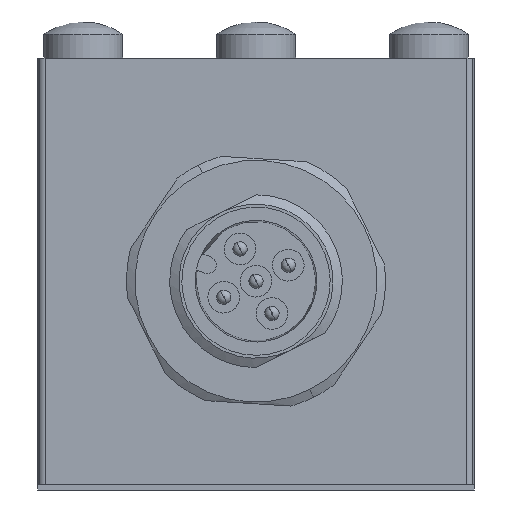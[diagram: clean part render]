
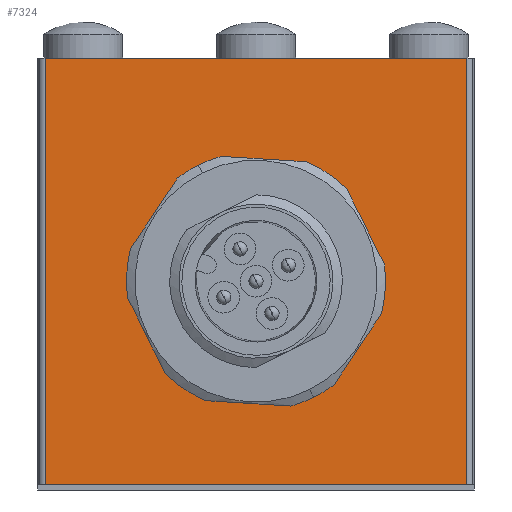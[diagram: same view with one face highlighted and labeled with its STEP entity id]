
A CAD part, front view. The second image highlights one B-rep face of the part: STEP entity #7324.
In plain terms, the highlighted planar face has unit normal (0, -1, 0).
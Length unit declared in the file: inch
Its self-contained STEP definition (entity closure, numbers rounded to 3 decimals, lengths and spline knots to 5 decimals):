
#369 = ORIENTED_EDGE ( 'NONE', *, *, #8562, .T. ) ;
#441 = VECTOR ( 'NONE', #10896, 39.37008 ) ;
#563 = DIRECTION ( 'NONE',  ( 0., 1., 0. ) ) ;
#701 = DIRECTION ( 'NONE',  ( 0., 0., -1. ) ) ;
#935 = VECTOR ( 'NONE', #9603, 39.37008 ) ;
#1646 = CIRCLE ( 'NONE', #8238, 0.31496 ) ;
#1748 = LINE ( 'NONE', #8694, #935 ) ;
#2173 = EDGE_LOOP ( 'NONE', ( #10229, #4087 ) ) ;
#2646 = LINE ( 'NONE', #10960, #441 ) ;
#2882 = EDGE_CURVE ( 'NONE', #5989, #5904, #1748, .T. ) ;
#2995 = PLANE ( 'NONE',  #8940 ) ;
#3054 = VECTOR ( 'NONE', #5387, 39.37008 ) ;
#3268 = VERTEX_POINT ( 'NONE', #11045 ) ;
#3507 = ORIENTED_EDGE ( 'NONE', *, *, #4305, .T. ) ;
#3724 = VERTEX_POINT ( 'NONE', #6467 ) ;
#3854 = VERTEX_POINT ( 'NONE', #6583 ) ;
#4087 = ORIENTED_EDGE ( 'NONE', *, *, #9312, .T. ) ;
#4120 = DIRECTION ( 'NONE',  ( 0., 1., 0. ) ) ;
#4299 = ORIENTED_EDGE ( 'NONE', *, *, #5788, .T. ) ;
#4305 = EDGE_CURVE ( 'NONE', #5989, #9076, #6632, .T. ) ;
#4719 = FACE_BOUND ( 'NONE', #2173, .T. ) ;
#5129 = ORIENTED_EDGE ( 'NONE', *, *, #8339, .T. ) ;
#5387 = DIRECTION ( 'NONE',  ( -1., 0., 0. ) ) ;
#5544 = DIRECTION ( 'NONE',  ( 0., -1., 0. ) ) ;
#5579 = VERTEX_POINT ( 'NONE', #10684 ) ;
#5737 = VECTOR ( 'NONE', #701, 39.37008 ) ;
#5788 = EDGE_CURVE ( 'NONE', #3854, #3724, #9002, .T. ) ;
#5904 = VERTEX_POINT ( 'NONE', #6664 ) ;
#5989 = VERTEX_POINT ( 'NONE', #10550 ) ;
#6203 = CARTESIAN_POINT ( 'NONE',  ( -0.47244, -2.14567, 1.1811 ) ) ;
#6365 = EDGE_CURVE ( 'NONE', #3854, #9076, #8178, .T. ) ;
#6437 = VECTOR ( 'NONE', #7282, 39.37008 ) ;
#6467 = CARTESIAN_POINT ( 'NONE',  ( 0.47244, -2.14567, 1.1811 ) ) ;
#6583 = CARTESIAN_POINT ( 'NONE',  ( 0.57677, -2.14567, 1.1811 ) ) ;
#6584 = DIRECTION ( 'NONE',  ( 0., 0., -1. ) ) ;
#6632 = LINE ( 'NONE', #8225, #8115 ) ;
#6664 = CARTESIAN_POINT ( 'NONE',  ( -0.57677, -2.14567, 1.1811 ) ) ;
#6744 = CARTESIAN_POINT ( 'NONE',  ( 0., -2.14567, 0.57087 ) ) ;
#7074 = AXIS2_PLACEMENT_3D ( 'NONE', #9340, #4120, #10207 ) ;
#7268 = CARTESIAN_POINT ( 'NONE',  ( 0.57677, -2.14567, 0.01575 ) ) ;
#7282 = DIRECTION ( 'NONE',  ( -1., 0., 0. ) ) ;
#7324 = ADVANCED_FACE ( 'NONE', ( #4719, #9087 ), #2995, .T. ) ;
#7533 = ORIENTED_EDGE ( 'NONE', *, *, #6365, .F. ) ;
#8115 = VECTOR ( 'NONE', #8187, 39.37008 ) ;
#8178 = LINE ( 'NONE', #10278, #5737 ) ;
#8187 = DIRECTION ( 'NONE',  ( 1., 0., 0. ) ) ;
#8225 = CARTESIAN_POINT ( 'NONE',  ( -0.57677, -2.14567, 0.01575 ) ) ;
#8238 = AXIS2_PLACEMENT_3D ( 'NONE', #6744, #563, #8367 ) ;
#8339 = EDGE_CURVE ( 'NONE', #3724, #10768, #8678, .T. ) ;
#8367 = DIRECTION ( 'NONE',  ( 1., 0., 0. ) ) ;
#8464 = CIRCLE ( 'NONE', #7074, 0.31496 ) ;
#8562 = EDGE_CURVE ( 'NONE', #10768, #5904, #2646, .T. ) ;
#8678 = LINE ( 'NONE', #10590, #3054 ) ;
#8694 = CARTESIAN_POINT ( 'NONE',  ( -0.57677, -2.14567, 0.01575 ) ) ;
#8940 = AXIS2_PLACEMENT_3D ( 'NONE', #10844, #5544, #6584 ) ;
#9002 = LINE ( 'NONE', #10898, #6437 ) ;
#9076 = VERTEX_POINT ( 'NONE', #7268 ) ;
#9087 = FACE_OUTER_BOUND ( 'NONE', #10217, .T. ) ;
#9312 = EDGE_CURVE ( 'NONE', #5579, #3268, #1646, .T. ) ;
#9340 = CARTESIAN_POINT ( 'NONE',  ( 0., -2.14567, 0.57087 ) ) ;
#9603 = DIRECTION ( 'NONE',  ( 0., 0., 1. ) ) ;
#10207 = DIRECTION ( 'NONE',  ( 1., 0., 0. ) ) ;
#10217 = EDGE_LOOP ( 'NONE', ( #3507, #7533, #4299, #5129, #369, #10679 ) ) ;
#10229 = ORIENTED_EDGE ( 'NONE', *, *, #11174, .T. ) ;
#10278 = CARTESIAN_POINT ( 'NONE',  ( 0.57677, -2.14567, 1.1811 ) ) ;
#10550 = CARTESIAN_POINT ( 'NONE',  ( -0.57677, -2.14567, 0.01575 ) ) ;
#10590 = CARTESIAN_POINT ( 'NONE',  ( 0.47244, -2.14567, 1.1811 ) ) ;
#10679 = ORIENTED_EDGE ( 'NONE', *, *, #2882, .F. ) ;
#10684 = CARTESIAN_POINT ( 'NONE',  ( -0.31496, -2.14567, 0.57087 ) ) ;
#10768 = VERTEX_POINT ( 'NONE', #6203 ) ;
#10844 = CARTESIAN_POINT ( 'NONE',  ( 0.59646, -2.14567, 0. ) ) ;
#10896 = DIRECTION ( 'NONE',  ( -1., 0., 0. ) ) ;
#10898 = CARTESIAN_POINT ( 'NONE',  ( 0.57677, -2.14567, 1.1811 ) ) ;
#10960 = CARTESIAN_POINT ( 'NONE',  ( -0.47244, -2.14567, 1.1811 ) ) ;
#11045 = CARTESIAN_POINT ( 'NONE',  ( 0.31496, -2.14567, 0.57087 ) ) ;
#11174 = EDGE_CURVE ( 'NONE', #3268, #5579, #8464, .T. ) ;
